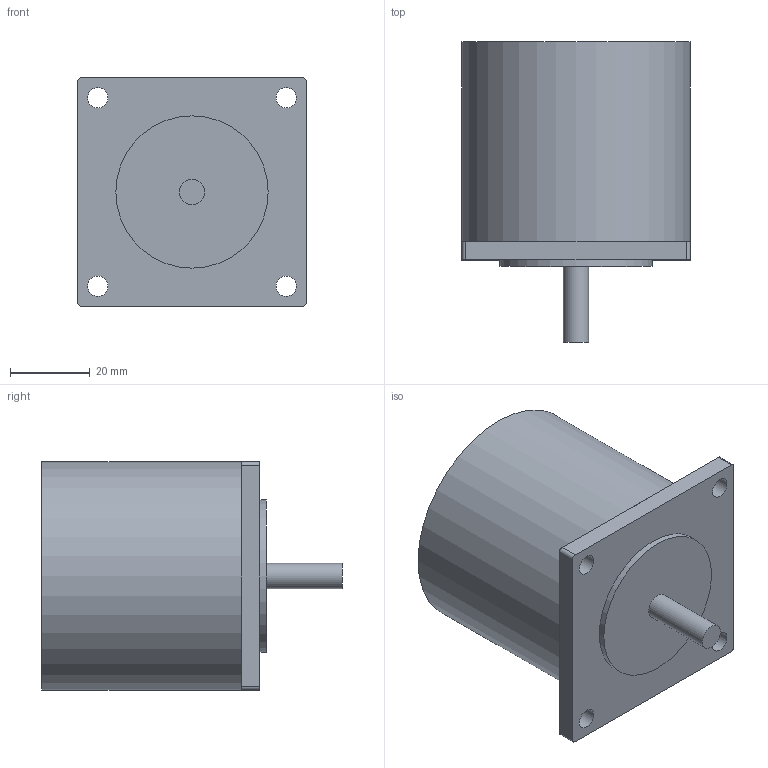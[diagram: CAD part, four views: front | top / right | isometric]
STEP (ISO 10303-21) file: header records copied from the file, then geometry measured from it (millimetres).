
FILE_DESCRIPTION(('FreeCAD Model'),'2;1');
FILE_NAME('NEMA-23.step', '2019-07-10T14:00:26',('Author'),(''), 'Open CASCADE STEP processor 7.3','FreeCAD','Unknown');
FILE_SCHEMA(('AUTOMOTIVE_DESIGN { 1 0 10303 214 1 1 1 1 }'));
Length unit declared in the file: millimetre
Products named in the file (1): Pad003
Bounding box: 57.2 x 75.2 x 57.2 mm (x, y, z)
Volume: 145581.4 mm3; surface area: 17273.4 mm2
Topology: 1 solids, 1 shells, 23 faces, 52 edges, 33 vertices
Faces by surface type: plane 12, cylinder 11
Full cylindrical faces by diameter (mm): 5.1 x4, 6.35 x1, 38.1 x1, 57.2 x1
Entity records: 1418 total; most frequent: CARTESIAN_POINT 321, DIRECTION 211, LINE 106, VECTOR 106, ORIENTED_EDGE 104, PCURVE 104, DEFINITIONAL_REPRESENTATION 104, EDGE_CURVE 52
